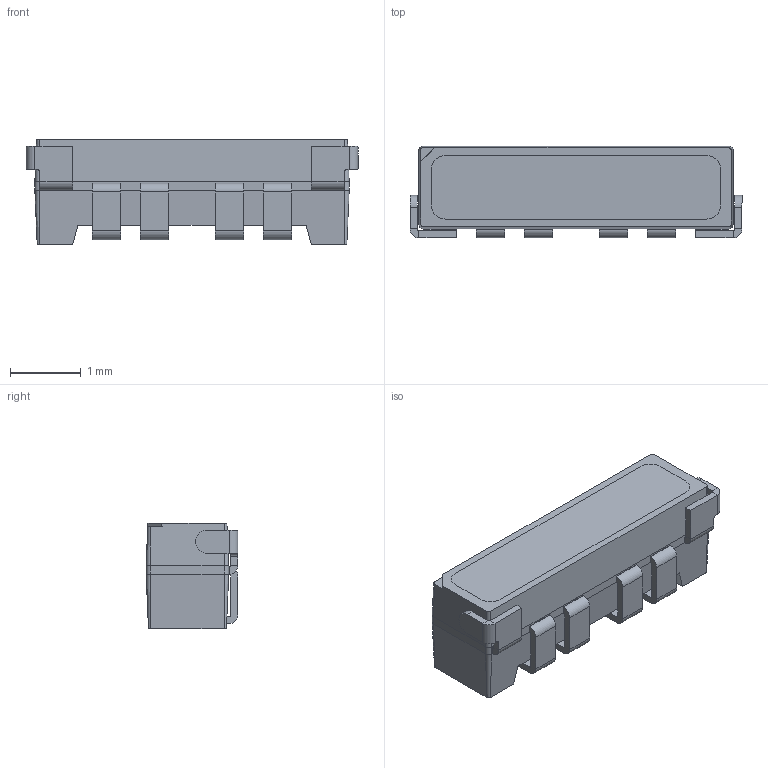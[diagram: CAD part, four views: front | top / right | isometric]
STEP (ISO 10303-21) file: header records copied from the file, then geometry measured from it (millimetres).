
FILE_DESCRIPTION (( 'STEP AP214' ), '1' );
FILE_NAME ('QLS6B-FKW-CNSNSF043.STEP', '2021-03-02T19:36:02', ( '' ), ( '' ), 'SwSTEP 2.0', 'SolidWorks 2017', '' );
FILE_SCHEMA (( 'AUTOMOTIVE_DESIGN' ));
Length unit declared in the file: millimetre
Products named in the file (1): QLS6B-FKW-CNSNSF043
Bounding box: 4.7 x 1.3 x 1.5 mm (x, y, z)
Volume: 6.8 mm3; surface area: 41.7 mm2
Topology: 8 solids, 8 shells, 178 faces, 432 edges, 272 vertices
Faces by surface type: plane 118, cylinder 52, cone 8
Entity records: 5241 total; most frequent: DIRECTION 902, CARTESIAN_POINT 883, ORIENTED_EDGE 864, EDGE_CURVE 432, VECTOR 320, LINE 320, AXIS2_PLACEMENT_3D 291, VERTEX_POINT 272
